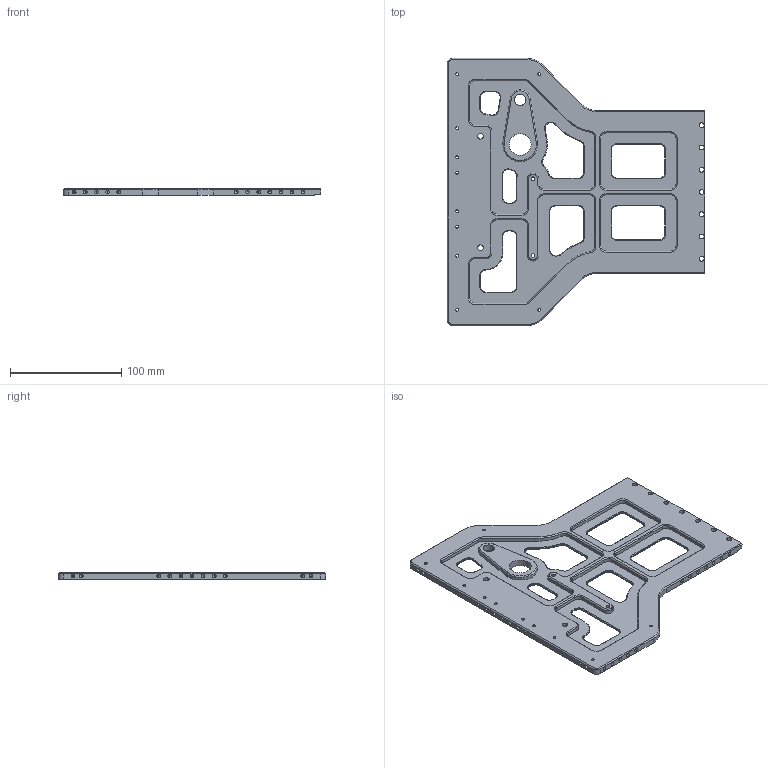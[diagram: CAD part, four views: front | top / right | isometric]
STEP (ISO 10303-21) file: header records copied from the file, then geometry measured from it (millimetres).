
FILE_DESCRIPTION (( 'STEP AP214' ), '1' );
FILE_NAME ('ÐØÇ»¼Ð°åºó.STEP', '2025-06-04T04:55:17', ( 'wsy' ), ( '' ), 'SwSTEP 2.0', 'SolidWorks 2020', '' );
FILE_SCHEMA (( 'AUTOMOTIVE_DESIGN' ));
Length unit declared in the file: millimetre
Products named in the file (1): 倠У標啣綴
Bounding box: 231.68 x 240 x 6 mm (x, y, z)
Volume: 155065.4 mm3; surface area: 88180.8 mm2
Topology: 1 solids, 1 shells, 568 faces, 1430 edges, 826 vertices
Faces by surface type: cylinder 210, cone 193, plane 165
Entity records: 17985 total; most frequent: CARTESIAN_POINT 3083, DIRECTION 2979, ORIENTED_EDGE 2720, EDGE_CURVE 1360, AXIS2_PLACEMENT_3D 1094, VERTEX_POINT 826, VECTOR 791, LINE 791
